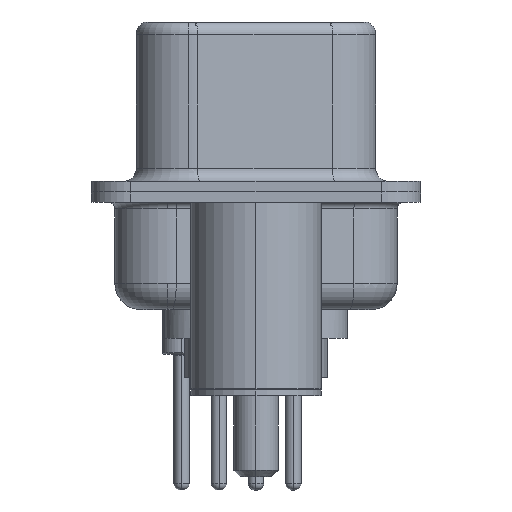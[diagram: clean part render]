
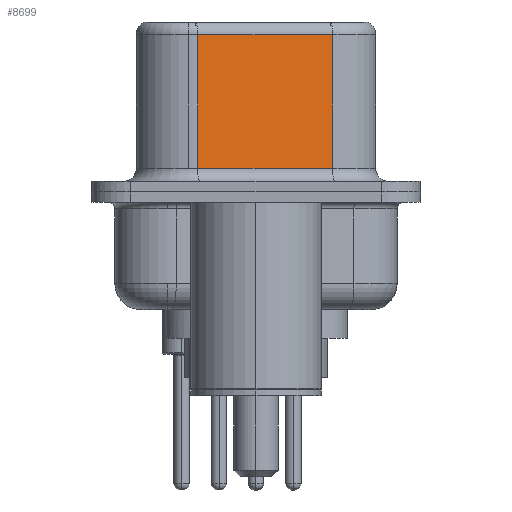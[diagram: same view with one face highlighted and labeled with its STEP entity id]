
A CAD part, left-side view. The second image highlights one B-rep face of the part: STEP entity #8699.
In plain terms, the highlighted planar face has unit normal (-0.985, -0.174, 0).
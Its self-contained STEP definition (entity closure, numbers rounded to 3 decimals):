
#546 = CARTESIAN_POINT ( 'NONE',  ( 4.58, -2.927, 6.52 ) ) ;
#1415 = CARTESIAN_POINT ( 'NONE',  ( 4.58, -2.927, 6.52 ) ) ;
#1649 = ORIENTED_EDGE ( 'NONE', *, *, #2163, .T. ) ;
#2163 = EDGE_CURVE ( 'NONE', #19512, #5979, #21757, .T. ) ;
#2674 = VECTOR ( 'NONE', #5679, 1000. ) ;
#3669 = ORIENTED_EDGE ( 'NONE', *, *, #18354, .F. ) ;
#4292 = AXIS2_PLACEMENT_3D ( 'NONE', #546, #8376, #4696 ) ;
#4696 = DIRECTION ( 'NONE',  ( -0.174, 0.985, 0. ) ) ;
#5679 = DIRECTION ( 'NONE',  ( 0.174, -0.985, 0. ) ) ;
#5743 = EDGE_CURVE ( 'NONE', #5979, #9742, #16650, .T. ) ;
#5979 = VERTEX_POINT ( 'NONE', #21413 ) ;
#7221 = VECTOR ( 'NONE', #22996, 1000. ) ;
#8297 = ORIENTED_EDGE ( 'NONE', *, *, #9464, .T. ) ;
#8376 = DIRECTION ( 'NONE',  ( 0.985, 0.174, 0. ) ) ;
#8699 = ADVANCED_FACE ( 'NONE', ( #21788 ), #21631, .F. ) ;
#9464 = EDGE_CURVE ( 'NONE', #12437, #19512, #12103, .T. ) ;
#9742 = VERTEX_POINT ( 'NONE', #17079 ) ;
#11280 = CARTESIAN_POINT ( 'NONE',  ( 3.67, 2.233, 6.02 ) ) ;
#12103 = LINE ( 'NONE', #23064, #7221 ) ;
#12437 = VERTEX_POINT ( 'NONE', #15908 ) ;
#14079 = DIRECTION ( 'NONE',  ( 0., 0., -1. ) ) ;
#15049 = CARTESIAN_POINT ( 'NONE',  ( 3.67, 2.233, 6.52 ) ) ;
#15447 = LINE ( 'NONE', #1415, #20740 ) ;
#15908 = CARTESIAN_POINT ( 'NONE',  ( 4.58, -2.927, 6.02 ) ) ;
#16059 = DIRECTION ( 'NONE',  ( 0., 0., -1. ) ) ;
#16495 = VECTOR ( 'NONE', #16059, 1000. ) ;
#16650 = LINE ( 'NONE', #17356, #2674 ) ;
#17079 = CARTESIAN_POINT ( 'NONE',  ( 4.58, -2.927, 0.9 ) ) ;
#17356 = CARTESIAN_POINT ( 'NONE',  ( 4.58, -2.927, 0.9 ) ) ;
#17476 = ORIENTED_EDGE ( 'NONE', *, *, #5743, .T. ) ;
#18354 = EDGE_CURVE ( 'NONE', #12437, #9742, #15447, .T. ) ;
#19512 = VERTEX_POINT ( 'NONE', #11280 ) ;
#20740 = VECTOR ( 'NONE', #14079, 1000. ) ;
#21413 = CARTESIAN_POINT ( 'NONE',  ( 3.67, 2.233, 0.9 ) ) ;
#21631 = PLANE ( 'NONE',  #4292 ) ;
#21757 = LINE ( 'NONE', #15049, #16495 ) ;
#21788 = FACE_OUTER_BOUND ( 'NONE', #22754, .T. ) ;
#22754 = EDGE_LOOP ( 'NONE', ( #3669, #8297, #1649, #17476 ) ) ;
#22996 = DIRECTION ( 'NONE',  ( -0.174, 0.985, 0. ) ) ;
#23064 = CARTESIAN_POINT ( 'NONE',  ( 4.58, -2.927, 6.02 ) ) ;
